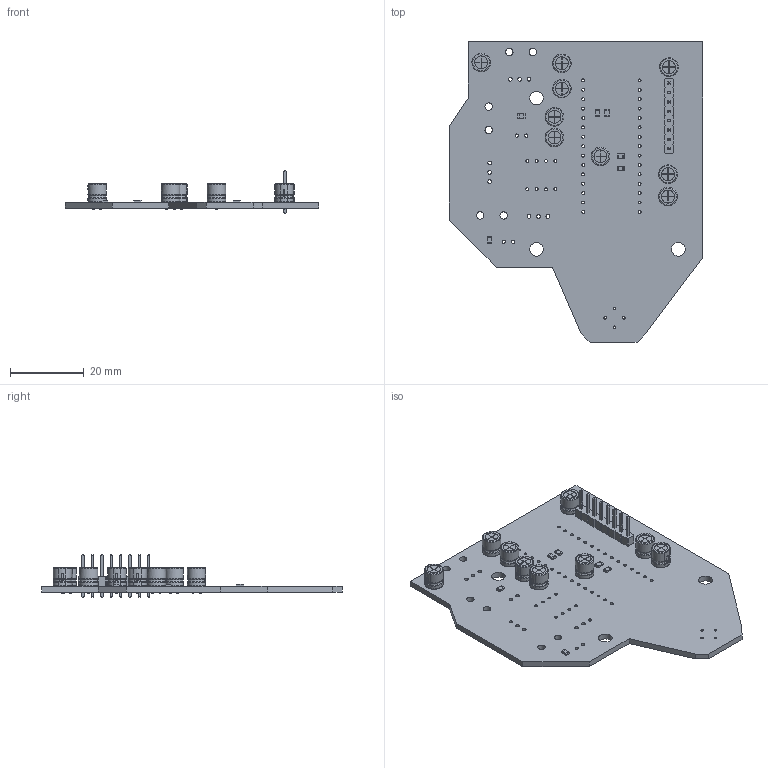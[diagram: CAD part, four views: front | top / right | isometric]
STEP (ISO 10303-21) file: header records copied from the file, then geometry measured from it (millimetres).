
FILE_DESCRIPTION(('KiCad electronic assembly'),'2;1');
FILE_NAME('VAP_thermal_control.step','2019-08-22T15:13:08',('An Author') ,('A Company'),'Open CASCADE STEP processor 6.9', 'KiCad to STEP converter','Unknown');
FILE_SCHEMA(('AUTOMOTIVE_DESIGN { 1 0 10303 214 1 1 1 1 }'));
Length unit declared in the file: millimetre
Products named in the file (10): Open CASCADE STEP translator 6.9 1; CP_Radial_D5.0mm_P2.00mm; SOLID; LED_D5.0mm; R_0805; Pin_Header_Straight_1x08_Pitch2.54mm; DIP-8_W7.62mm; COMPOUND
Assembly tree (23 placements, depth 3):
  Open CASCADE STEP translator 6.9 1
    CP_Radial_D5.0mm_P2.00mm  x9
      SOLID
    LED_D5.0mm  x2
    R_0805  x6
      SOLID
    Pin_Header_Straight_1x08_Pitch2.54mm
      SOLID
    DIP-8_W7.62mm
    COMPOUND
Bounding box: 68.58 x 81.28 x 11.54 mm (x, y, z)
Volume: 8113.9 mm3; surface area: 11563.1 mm2
Topology: 17 solids, 26 shells, 909 faces, 2288 edges, 1465 vertices
Faces by surface type: plane 537, cylinder 255, bspline 54, revolution 45, torus 18
Full cylindrical faces by diameter (mm): 0.5 x18, 0.7 x4, 0.8 x56, 0.9 x4, 1 x17, 1.999 x6, 3.7 x3
Entity records: 27669 total; most frequent: CARTESIAN_POINT 5249, DIRECTION 3864, LINE 2379, VECTOR 2379, ORIENTED_EDGE 1940, PCURVE 1940, DEFINITIONAL_REPRESENTATION 1940, EDGE_CURVE 970
